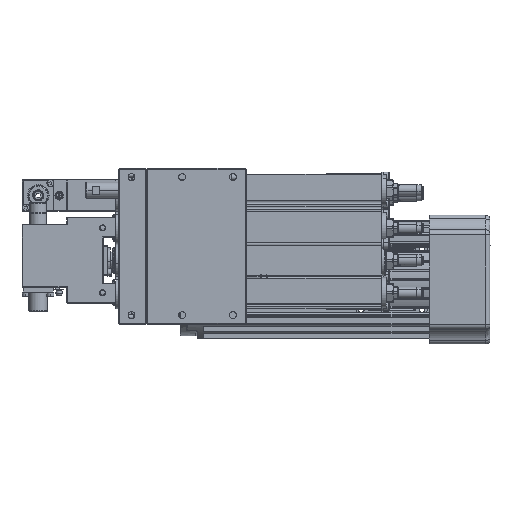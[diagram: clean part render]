
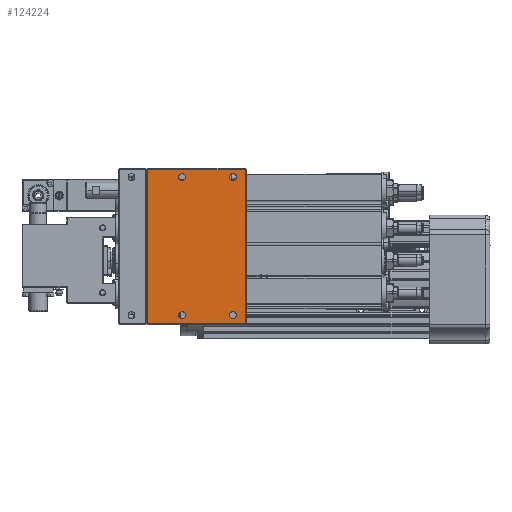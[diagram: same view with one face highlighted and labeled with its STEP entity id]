
A CAD part, left-side view. The second image highlights one B-rep face of the part: STEP entity #124224.
In plain terms, the highlighted planar face has unit normal (-1, 0, 0).
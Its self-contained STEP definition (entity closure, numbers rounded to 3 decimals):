
#799 = CARTESIAN_POINT ( 'NONE',  ( -28., -85., 110.6 ) ) ;
#1385 = EDGE_LOOP ( 'NONE', ( #144765, #117723 ) ) ;
#4636 = FACE_BOUND ( 'NONE', #1385, .T. ) ;
#6821 = CARTESIAN_POINT ( 'NONE',  ( -28., -1., -31. ) ) ;
#8590 = DIRECTION ( 'NONE',  ( 0., 0., 1. ) ) ;
#9219 = DIRECTION ( 'NONE',  ( -1., 0., 0. ) ) ;
#10386 = CARTESIAN_POINT ( 'NONE',  ( -28., -98., 122. ) ) ;
#11597 = CIRCLE ( 'NONE', #38484, 3.4 ) ;
#12143 = VERTEX_POINT ( 'NONE', #92856 ) ;
#15503 = DIRECTION ( 'NONE',  ( 0., 0., 1. ) ) ;
#17084 = EDGE_CURVE ( 'NONE', #124186, #12143, #164102, .T. ) ;
#20030 = CARTESIAN_POINT ( 'NONE',  ( -28., -97., -30. ) ) ;
#20737 = CARTESIAN_POINT ( 'NONE',  ( -28., -85., 117.4 ) ) ;
#22825 = DIRECTION ( 'NONE',  ( 0., 0., 1. ) ) ;
#23063 = EDGE_CURVE ( 'NONE', #99969, #94039, #133964, .T. ) ;
#23271 = CIRCLE ( 'NONE', #87951, 3.4 ) ;
#23932 = DIRECTION ( 'NONE',  ( -1., 0., 0. ) ) ;
#26638 = ORIENTED_EDGE ( 'NONE', *, *, #153036, .T. ) ;
#28293 = EDGE_CURVE ( 'NONE', #56126, #93586, #23271, .T. ) ;
#29485 = ORIENTED_EDGE ( 'NONE', *, *, #106343, .F. ) ;
#30297 = CARTESIAN_POINT ( 'NONE',  ( -28., -35., 117.4 ) ) ;
#31822 = DIRECTION ( 'NONE',  ( -1., 0., 0. ) ) ;
#33323 = ORIENTED_EDGE ( 'NONE', *, *, #17084, .F. ) ;
#34248 = ORIENTED_EDGE ( 'NONE', *, *, #119503, .T. ) ;
#36121 = DIRECTION ( 'NONE',  ( -1., 0., 0. ) ) ;
#38484 = AXIS2_PLACEMENT_3D ( 'NONE', #69390, #150471, #154572 ) ;
#39969 = CARTESIAN_POINT ( 'NONE',  ( -28., -35., 114. ) ) ;
#40188 = CIRCLE ( 'NONE', #127388, 3.4 ) ;
#40566 = DIRECTION ( 'NONE',  ( 0., 0., 1. ) ) ;
#45504 = EDGE_CURVE ( 'NONE', #155601, #88722, #120401, .T. ) ;
#49942 = DIRECTION ( 'NONE',  ( 0., 0., 1. ) ) ;
#53238 = FACE_OUTER_BOUND ( 'NONE', #109803, .T. ) ;
#56126 = VERTEX_POINT ( 'NONE', #30297 ) ;
#56726 = ORIENTED_EDGE ( 'NONE', *, *, #28293, .F. ) ;
#56842 = CIRCLE ( 'NONE', #113311, 3.4 ) ;
#59026 = CIRCLE ( 'NONE', #124690, 3.4 ) ;
#61946 = VERTEX_POINT ( 'NONE', #20737 ) ;
#69390 = CARTESIAN_POINT ( 'NONE',  ( -28., -85., 114. ) ) ;
#73035 = VERTEX_POINT ( 'NONE', #138637 ) ;
#73479 = EDGE_CURVE ( 'NONE', #94039, #99969, #40188, .T. ) ;
#76322 = FACE_BOUND ( 'NONE', #103221, .T. ) ;
#77117 = EDGE_CURVE ( 'NONE', #93586, #56126, #59026, .T. ) ;
#78570 = CARTESIAN_POINT ( 'NONE',  ( -28., -85., -25.4 ) ) ;
#80530 = CARTESIAN_POINT ( 'NONE',  ( -28., -1., -30. ) ) ;
#82588 = FACE_BOUND ( 'NONE', #111572, .T. ) ;
#84220 = DIRECTION ( 'NONE',  ( 0., 0., 1. ) ) ;
#85112 = ORIENTED_EDGE ( 'NONE', *, *, #45504, .T. ) ;
#85118 = ORIENTED_EDGE ( 'NONE', *, *, #103281, .T. ) ;
#85527 = ORIENTED_EDGE ( 'NONE', *, *, #23063, .F. ) ;
#85616 = DIRECTION ( 'NONE',  ( -1., 0., 0. ) ) ;
#87951 = AXIS2_PLACEMENT_3D ( 'NONE', #39969, #121047, #40566 ) ;
#88085 = LINE ( 'NONE', #147868, #98489 ) ;
#88722 = VERTEX_POINT ( 'NONE', #80530 ) ;
#89335 = CARTESIAN_POINT ( 'NONE',  ( -28., -35., -22. ) ) ;
#89344 = CARTESIAN_POINT ( 'NONE',  ( -28., -98., -31. ) ) ;
#89588 = DIRECTION ( 'NONE',  ( -1., 0., 0. ) ) ;
#90241 = CARTESIAN_POINT ( 'NONE',  ( -28., -85., 114. ) ) ;
#90526 = AXIS2_PLACEMENT_3D ( 'NONE', #116988, #9219, #22825 ) ;
#90906 = LINE ( 'NONE', #10386, #93049 ) ;
#92856 = CARTESIAN_POINT ( 'NONE',  ( -28., -35., -18.6 ) ) ;
#92986 = AXIS2_PLACEMENT_3D ( 'NONE', #89344, #23932, #8590 ) ;
#93049 = VECTOR ( 'NONE', #132241, 1000. ) ;
#93586 = VERTEX_POINT ( 'NONE', #143904 ) ;
#94039 = VERTEX_POINT ( 'NONE', #168456 ) ;
#94252 = EDGE_LOOP ( 'NONE', ( #56726, #137464 ) ) ;
#98489 = VECTOR ( 'NONE', #163171, 1000. ) ;
#99969 = VERTEX_POINT ( 'NONE', #78570 ) ;
#103221 = EDGE_LOOP ( 'NONE', ( #134789, #85527 ) ) ;
#103281 = EDGE_CURVE ( 'NONE', #73035, #155601, #90906, .T. ) ;
#105009 = VECTOR ( 'NONE', #15503, 1000. ) ;
#106343 = EDGE_CURVE ( 'NONE', #12143, #124186, #56842, .T. ) ;
#108362 = AXIS2_PLACEMENT_3D ( 'NONE', #90241, #36121, #170820 ) ;
#108741 = VERTEX_POINT ( 'NONE', #799 ) ;
#109803 = EDGE_LOOP ( 'NONE', ( #26638, #85118, #85112, #34248 ) ) ;
#111572 = EDGE_LOOP ( 'NONE', ( #29485, #33323 ) ) ;
#113311 = AXIS2_PLACEMENT_3D ( 'NONE', #89335, #130441, #49942 ) ;
#116623 = EDGE_CURVE ( 'NONE', #108741, #61946, #161847, .T. ) ;
#116988 = CARTESIAN_POINT ( 'NONE',  ( -28., -85., -22. ) ) ;
#117723 = ORIENTED_EDGE ( 'NONE', *, *, #116623, .F. ) ;
#118389 = VECTOR ( 'NONE', #127477, 1000. ) ;
#119503 = EDGE_CURVE ( 'NONE', #88722, #151508, #88085, .T. ) ;
#120401 = LINE ( 'NONE', #6821, #118389 ) ;
#121047 = DIRECTION ( 'NONE',  ( -1., 0., 0. ) ) ;
#124186 = VERTEX_POINT ( 'NONE', #169882 ) ;
#124224 = ADVANCED_FACE ( 'NONE', ( #53238, #76322, #4636, #82588, #166808 ), #131052, .T. ) ;
#124690 = AXIS2_PLACEMENT_3D ( 'NONE', #130731, #89588, #157163 ) ;
#126698 = CARTESIAN_POINT ( 'NONE',  ( -28., -85., -22. ) ) ;
#127388 = AXIS2_PLACEMENT_3D ( 'NONE', #126698, #85616, #153726 ) ;
#127477 = DIRECTION ( 'NONE',  ( 0., 0., -1. ) ) ;
#130441 = DIRECTION ( 'NONE',  ( -1., 0., 0. ) ) ;
#130731 = CARTESIAN_POINT ( 'NONE',  ( -28., -35., 114. ) ) ;
#131052 = PLANE ( 'NONE',  #92986 ) ;
#132241 = DIRECTION ( 'NONE',  ( 0., 1., 0. ) ) ;
#133964 = CIRCLE ( 'NONE', #90526, 3.4 ) ;
#134789 = ORIENTED_EDGE ( 'NONE', *, *, #73479, .F. ) ;
#137464 = ORIENTED_EDGE ( 'NONE', *, *, #77117, .F. ) ;
#138637 = CARTESIAN_POINT ( 'NONE',  ( -28., -97., 122. ) ) ;
#143904 = CARTESIAN_POINT ( 'NONE',  ( -28., -35., 110.6 ) ) ;
#144765 = ORIENTED_EDGE ( 'NONE', *, *, #165855, .F. ) ;
#147868 = CARTESIAN_POINT ( 'NONE',  ( -28., -98., -30. ) ) ;
#149025 = CARTESIAN_POINT ( 'NONE',  ( -28., -1., 122. ) ) ;
#149060 = CARTESIAN_POINT ( 'NONE',  ( -28., -97., 123. ) ) ;
#150471 = DIRECTION ( 'NONE',  ( -1., 0., 0. ) ) ;
#151508 = VERTEX_POINT ( 'NONE', #20030 ) ;
#152938 = CARTESIAN_POINT ( 'NONE',  ( -28., -35., -22. ) ) ;
#153036 = EDGE_CURVE ( 'NONE', #151508, #73035, #157691, .T. ) ;
#153726 = DIRECTION ( 'NONE',  ( 0., 0., 1. ) ) ;
#154572 = DIRECTION ( 'NONE',  ( 0., 0., 1. ) ) ;
#155601 = VERTEX_POINT ( 'NONE', #149025 ) ;
#157163 = DIRECTION ( 'NONE',  ( 0., 0., 1. ) ) ;
#157691 = LINE ( 'NONE', #149060, #105009 ) ;
#161847 = CIRCLE ( 'NONE', #108362, 3.4 ) ;
#163171 = DIRECTION ( 'NONE',  ( 0., -1., 0. ) ) ;
#164102 = CIRCLE ( 'NONE', #168287, 3.4 ) ;
#165855 = EDGE_CURVE ( 'NONE', #61946, #108741, #11597, .T. ) ;
#166808 = FACE_BOUND ( 'NONE', #94252, .T. ) ;
#168287 = AXIS2_PLACEMENT_3D ( 'NONE', #152938, #31822, #84220 ) ;
#168456 = CARTESIAN_POINT ( 'NONE',  ( -28., -85., -18.6 ) ) ;
#169882 = CARTESIAN_POINT ( 'NONE',  ( -28., -35., -25.4 ) ) ;
#170820 = DIRECTION ( 'NONE',  ( 0., 0., 1. ) ) ;
